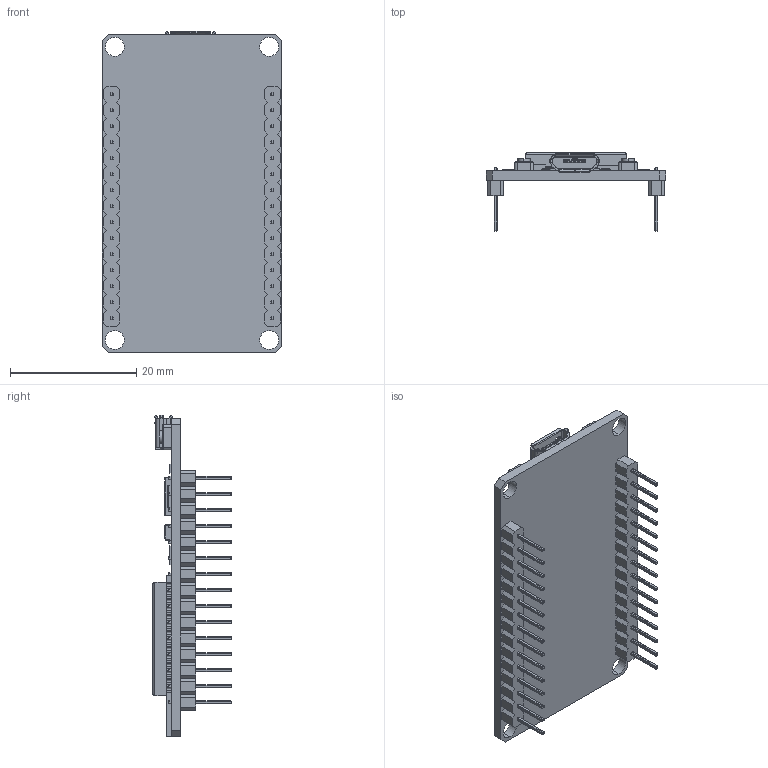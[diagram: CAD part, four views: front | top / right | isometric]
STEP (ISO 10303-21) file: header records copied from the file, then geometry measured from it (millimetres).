
FILE_DESCRIPTION (( 'STEP AP214' ), '1' );
FILE_NAME ('ESP-WROOM32.STEP', '2020-02-25T21:43:22', ( 'Usuário do Windows' ), ( '' ), 'SwSTEP 2.0', 'SolidWorks 2018', '' );
FILE_SCHEMA (( 'AUTOMOTIVE_DESIGN' ));
Length unit declared in the file: millimetre
Products named in the file (4): micro_usb_47346-0001; 6.ESP-32_Predeterminado; ESP-WROOM-32; ESP-WROOM32
Assembly tree (3 placements, depth 2):
  ESP-WROOM32
    micro_usb_47346-0001
    ESP-WROOM-32
    6.ESP-32_Predeterminado
Bounding box: 28.5 x 12.4 x 50.93 mm (x, y, z)
Volume: 3694.4 mm3; surface area: 5447.3 mm2
Topology: 33 solids, 33 shells, 2933 faces, 7801 edges, 5028 vertices
Faces by surface type: plane 2126, cylinder 771, torus 32, sphere 4
Entity records: 109005 total; most frequent: CARTESIAN_POINT 17942, ORIENTED_EDGE 15594, DIRECTION 13572, EDGE_CURVE 7797, VECTOR 6448, LINE 6448, VERTEX_POINT 5028, AXIS2_PLACEMENT_3D 3562
